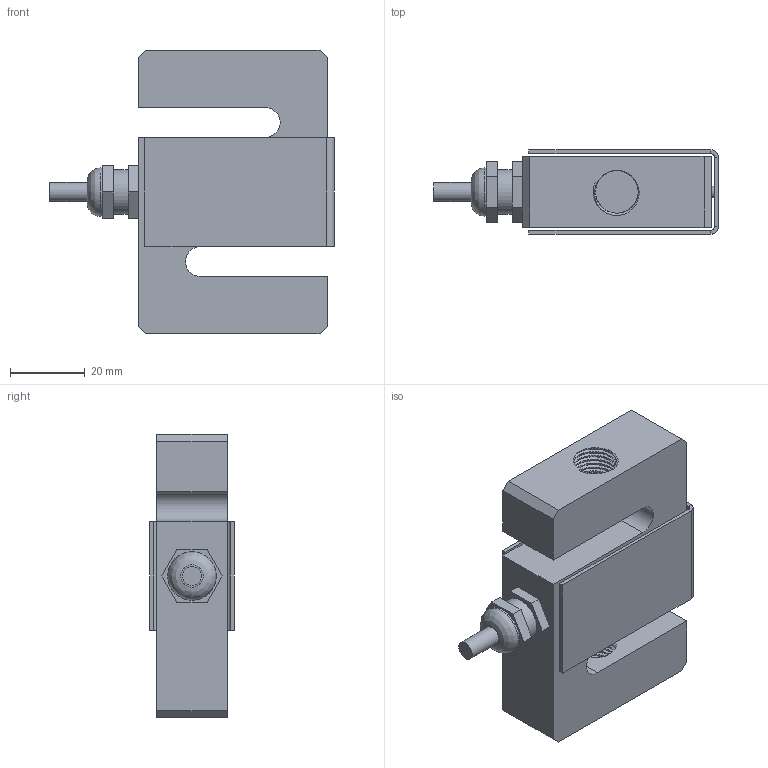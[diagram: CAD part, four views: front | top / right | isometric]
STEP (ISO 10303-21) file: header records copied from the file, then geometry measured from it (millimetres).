
FILE_DESCRIPTION(/* description */ (''),/* implementation_level */ '2;1');
FILE_NAME(/* name */ '101NH-500lb v2.step',/* time_stamp */ '2020-01-23T10:44:23-08:00',/* author */ (''),/* organization */ (''),/* preprocessor_version */ 'ST-DEVELOPER v18',/* originating_system */ 'Autodesk Translation Framework v8.12.0.6',/* authorisation */ '');
FILE_SCHEMA (('AUTOMOTIVE_DESIGN { 1 0 10303 214 3 1 1 }'));
Length unit declared in the file: millimetre
Products named in the file (2): 101NH-500lb; Connector v1
Assembly tree (1 placements, depth 2):
  101NH-500lb
    Connector v1
Bounding box: 76.31 x 22.61 x 76.2 mm (x, y, z)
Volume: 54589.3 mm3; surface area: 27043.5 mm2
Topology: 2 solids, 4 shells, 142 faces, 346 edges, 219 vertices
Faces by surface type: cylinder 79, plane 58, bspline 5
Full cylindrical faces by diameter (mm): 3 x2, 5.1 x1, 10 x1, 11.468 x30, 12 x1, 12.7 x24, 13 x1, 26.6 x1, 26.7 x2, 27 x2
Entity records: 10100 total; most frequent: CARTESIAN_POINT 6911, ORIENTED_EDGE 692, DIRECTION 556, EDGE_CURVE 346, VERTEX_POINT 219, LINE 186, VECTOR 186, AXIS2_PLACEMENT_3D 185
